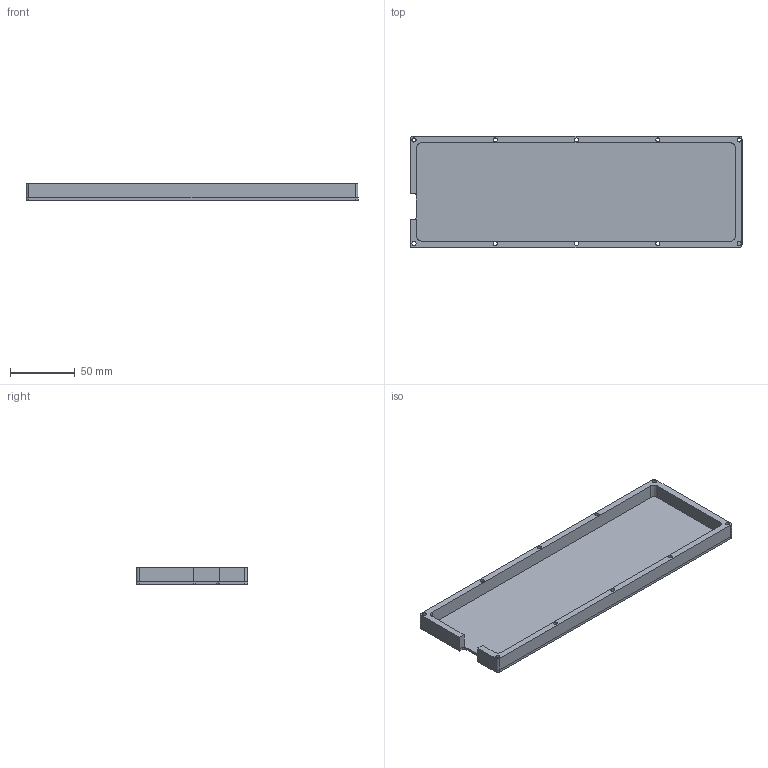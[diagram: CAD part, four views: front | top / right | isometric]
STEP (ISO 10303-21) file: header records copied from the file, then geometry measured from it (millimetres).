
FILE_DESCRIPTION(('Open CASCADE Model'),'2;1');
FILE_NAME('Open CASCADE Shape Model','2019-05-20T16:27:54',('Author'),( 'Open CASCADE'),'Open CASCADE STEP processor 7.1','Open CASCADE 7.1' ,'Unknown');
FILE_SCHEMA(('AUTOMOTIVE_DESIGN { 1 0 10303 214 1 1 1 1 }'));
Length unit declared in the file: millimetre
Products named in the file (1): Open CASCADE STEP translator 7.1 1
Bounding box: 257 x 86 x 13 mm (x, y, z)
Volume: 78617.3 mm3; surface area: 60702.7 mm2
Topology: 1 solids, 1 shells, 48 faces, 132 edges, 88 vertices
Faces by surface type: extrusion 34, cylinder 10, plane 4
Full cylindrical faces by diameter (mm): 3.2 x10
Entity records: 3233 total; most frequent: CARTESIAN_POINT 887, DIRECTION 325, ORIENTED_EDGE 264, PCURVE 264, DEFINITIONAL_REPRESENTATION 264, VECTOR 254, LINE 220, EDGE_CURVE 132
